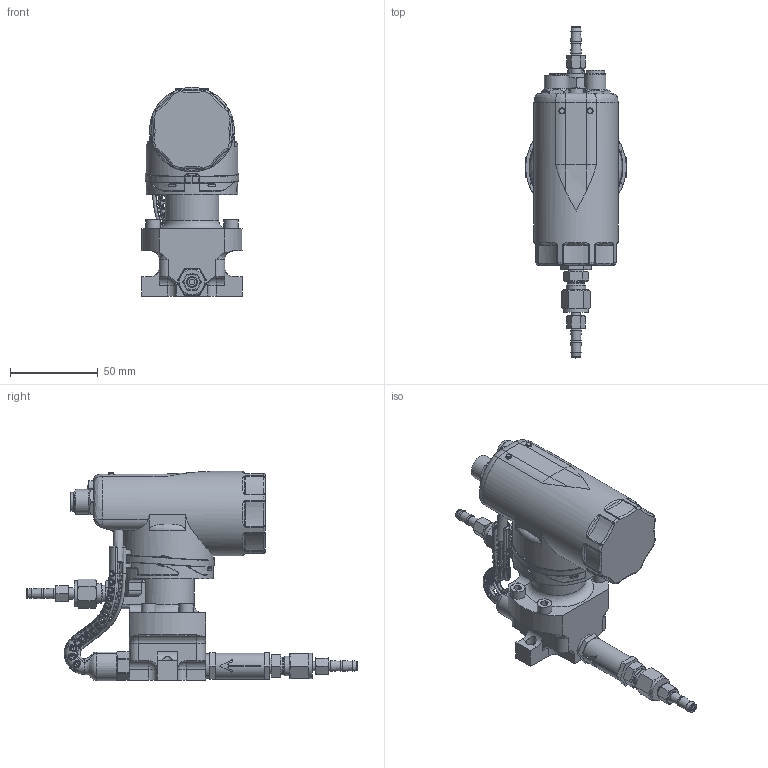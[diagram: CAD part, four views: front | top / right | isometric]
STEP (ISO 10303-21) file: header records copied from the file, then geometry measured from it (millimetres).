
FILE_DESCRIPTION(/* description */ ('STEP AP242','CAx-IF Rec.Pracs.---Representation and Presentation of Product Manufacturing Information (PMI)---4.0---2014-10-13','CAx-IF Rec.Pracs.---3D Tessellated Geometry---0.4---2014-09-14','2;1'),/* implementation_level */ '2;1');
FILE_NAME(/* name */ '678e628d30ff0842d3581835',/* time_stamp */ '2025-01-20T14:49:54Z',/* author */ (''),/* organization */ (''),/* preprocessor_version */ 'ST-DEVELOPER v20',/* originating_system */ 'ONSHAPE BY PTC INC, 1.192',/* authorisation */ ' ');
FILE_SCHEMA (('AP242_MANAGED_MODEL_BASED_3D_ENGINEERING_MIM_LF { 1 0 10303 442 1 1 4 }'));
Products named in the file (1): LFM
Bounding box: 57.1 x 188.8 x 118.98 mm (x, y, z)
Volume: 312881 mm3; surface area: 49086.8 mm2
Topology: 1 solids, 8 shells, 1944 faces, 4980 edges, 3068 vertices
Faces by surface type: bspline 563, plane 490, torus 420, cylinder 396, cone 71, sphere 4
Full cylindrical faces by diameter (mm): 1 x5, 1.1 x5, 2.5 x4, 3.18 x2, 3.2 x2, 3.4 x2, 4 x1, 5.2 x3, 5.8 x2, 6 x1, 6.24 x4, 6.35 x1, 8 x1, 8.15 x1, 8.27 x4, 8.3 x1, 8.5 x1, 9.601 x4, 10 x2, 10.6 x1, 10.92 x1, 11.113 x2, 12 x1, 12.4 x1, 13.8 x1, 14 x1, 14.287 x2, 14.8 x1, 48 x1, 50.7 x1
Entity records: 80822 total; most frequent: CARTESIAN_POINT 37561, ORIENTED_EDGE 9590, DIRECTION 7202, EDGE_CURVE 4795, AXIS2_PLACEMENT_3D 3191, VERTEX_POINT 3001, EDGE_LOOP 2224, FACE_BOUND 2224
